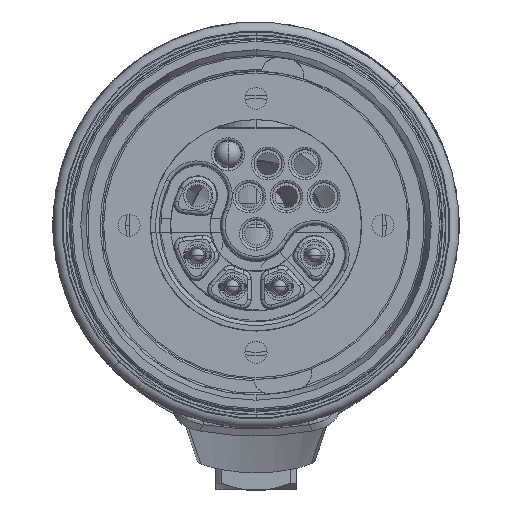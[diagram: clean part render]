
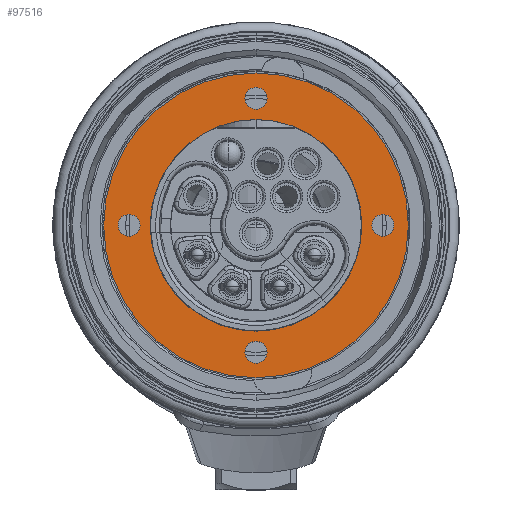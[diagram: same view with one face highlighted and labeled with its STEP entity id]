
A CAD part, top view. The second image highlights one B-rep face of the part: STEP entity #97516.
In plain terms, the highlighted planar face has unit normal (0, 0, 1).
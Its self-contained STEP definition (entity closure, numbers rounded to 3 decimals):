
#97004=CARTESIAN_POINT('',(15.,0.,0.));
#97005=DIRECTION('',(0.,0.,-1.));
#97006=DIRECTION('',(-1.,0.,0.));
#97007=AXIS2_PLACEMENT_3D('',#97004,#97005,#97006);
#97012=CARTESIAN_POINT('',(15.,0.,0.));
#97013=DIRECTION('',(0.,0.,-1.));
#97014=DIRECTION('',(1.,0.,0.));
#97015=AXIS2_PLACEMENT_3D('',#97012,#97013,#97014);
#97020=CARTESIAN_POINT('',(0.,-15.,0.));
#97021=DIRECTION('',(0.,0.,-1.));
#97022=DIRECTION('',(-1.,0.,0.));
#97023=AXIS2_PLACEMENT_3D('',#97020,#97021,#97022);
#97028=CARTESIAN_POINT('',(0.,-15.,0.));
#97029=DIRECTION('',(0.,0.,-1.));
#97030=DIRECTION('',(1.,0.,0.));
#97031=AXIS2_PLACEMENT_3D('',#97028,#97029,#97030);
#97036=CARTESIAN_POINT('',(-15.,0.,0.));
#97037=DIRECTION('',(0.,0.,-1.));
#97038=DIRECTION('',(-1.,0.,0.));
#97039=AXIS2_PLACEMENT_3D('',#97036,#97037,#97038);
#97044=CARTESIAN_POINT('',(-15.,0.,0.));
#97045=DIRECTION('',(0.,0.,-1.));
#97046=DIRECTION('',(1.,0.,0.));
#97047=AXIS2_PLACEMENT_3D('',#97044,#97045,#97046);
#97052=CARTESIAN_POINT('',(0.,0.,0.));
#97053=DIRECTION('',(0.,0.,1.));
#97054=DIRECTION('',(0.,1.,0.));
#97055=AXIS2_PLACEMENT_3D('',#97052,#97053,#97054);
#97060=CARTESIAN_POINT('',(0.,0.,0.));
#97061=DIRECTION('',(0.,0.,-1.));
#97062=DIRECTION('',(0.,1.,0.));
#97063=AXIS2_PLACEMENT_3D('',#97060,#97061,#97062);
#97068=CARTESIAN_POINT('',(0.,15.,0.));
#97069=DIRECTION('',(0.,0.,-1.));
#97070=DIRECTION('',(-1.,0.,0.));
#97071=AXIS2_PLACEMENT_3D('',#97068,#97069,#97070);
#97076=CARTESIAN_POINT('',(0.,15.,0.));
#97077=DIRECTION('',(0.,0.,-1.));
#97078=DIRECTION('',(1.,0.,0.));
#97079=AXIS2_PLACEMENT_3D('',#97076,#97077,#97078);
#97174=CARTESIAN_POINT('',(0.,0.,0.));
#97175=DIRECTION('',(0.,0.,-1.));
#97176=DIRECTION('',(0.,1.,0.));
#97177=AXIS2_PLACEMENT_3D('',#97174,#97175,#97176);
#97196=CARTESIAN_POINT('',(0.,0.,0.));
#97197=DIRECTION('',(0.,0.,1.));
#97198=DIRECTION('',(0.,1.,0.));
#97199=AXIS2_PLACEMENT_3D('',#97196,#97197,#97198);
#97296=CARTESIAN_POINT('',(0.,12.5,0.));
#97298=VERTEX_POINT('',#97296);
#97300=CARTESIAN_POINT('',(0.,-12.5,0.));
#97302=VERTEX_POINT('',#97300);
#97309=CARTESIAN_POINT('',(0.,18.,0.));
#97311=VERTEX_POINT('',#97309);
#97313=CARTESIAN_POINT('',(0.,-18.,0.));
#97315=VERTEX_POINT('',#97313);
#97320=CARTESIAN_POINT('',(-1.3,15.,0.));
#97321=CARTESIAN_POINT('',(1.3,15.,0.));
#97322=VERTEX_POINT('',#97320);
#97323=VERTEX_POINT('',#97321);
#97328=CARTESIAN_POINT('',(-16.3,0.,0.));
#97329=CARTESIAN_POINT('',(-13.7,0.,0.));
#97330=VERTEX_POINT('',#97328);
#97331=VERTEX_POINT('',#97329);
#97336=CARTESIAN_POINT('',(-1.3,-15.,0.));
#97337=CARTESIAN_POINT('',(1.3,-15.,0.));
#97338=VERTEX_POINT('',#97336);
#97339=VERTEX_POINT('',#97337);
#97344=CARTESIAN_POINT('',(13.7,0.,0.));
#97345=CARTESIAN_POINT('',(16.3,0.,0.));
#97346=VERTEX_POINT('',#97344);
#97347=VERTEX_POINT('',#97345);
#97477=CARTESIAN_POINT('',(0.,0.,0.));
#97478=DIRECTION('',(0.,0.,-1.));
#97479=DIRECTION('',(0.,-1.,0.));
#97480=AXIS2_PLACEMENT_3D('',#97477,#97478,#97479);
#97481=PLANE('',#97480);
#97482=ORIENTED_EDGE('',*,*,#97470,.F.);
#97483=ORIENTED_EDGE('',*,*,#97459,.T.);
#97484=EDGE_LOOP('',(#97482,#97483));
#97485=FACE_OUTER_BOUND('',#97484,.F.);
#97487=ORIENTED_EDGE('',*,*,#97486,.F.);
#97489=ORIENTED_EDGE('',*,*,#97488,.F.);
#97490=EDGE_LOOP('',(#97487,#97489));
#97491=FACE_BOUND('',#97490,.F.);
#97493=ORIENTED_EDGE('',*,*,#97492,.F.);
#97495=ORIENTED_EDGE('',*,*,#97494,.F.);
#97496=EDGE_LOOP('',(#97493,#97495));
#97497=FACE_BOUND('',#97496,.F.);
#97499=ORIENTED_EDGE('',*,*,#97498,.F.);
#97501=ORIENTED_EDGE('',*,*,#97500,.T.);
#97502=EDGE_LOOP('',(#97499,#97501));
#97503=FACE_BOUND('',#97502,.F.);
#97505=ORIENTED_EDGE('',*,*,#97504,.F.);
#97507=ORIENTED_EDGE('',*,*,#97506,.F.);
#97508=EDGE_LOOP('',(#97505,#97507));
#97509=FACE_BOUND('',#97508,.F.);
#97511=ORIENTED_EDGE('',*,*,#97510,.F.);
#97513=ORIENTED_EDGE('',*,*,#97512,.F.);
#97514=EDGE_LOOP('',(#97511,#97513));
#97515=FACE_BOUND('',#97514,.F.);
#97008=CIRCLE('',#97007,1.3);
#97016=CIRCLE('',#97015,1.3);
#97024=CIRCLE('',#97023,1.3);
#97032=CIRCLE('',#97031,1.3);
#97040=CIRCLE('',#97039,1.3);
#97048=CIRCLE('',#97047,1.3);
#97056=CIRCLE('',#97055,18.);
#97064=CIRCLE('',#97063,18.);
#97072=CIRCLE('',#97071,1.3);
#97080=CIRCLE('',#97079,1.3);
#97178=CIRCLE('',#97177,12.5);
#97200=CIRCLE('',#97199,12.5);
#97459=EDGE_CURVE('',#97311,#97315,#97064,.T.);
#97470=EDGE_CURVE('',#97311,#97315,#97056,.T.);
#97486=EDGE_CURVE('',#97338,#97339,#97024,.T.);
#97488=EDGE_CURVE('',#97339,#97338,#97032,.T.);
#97492=EDGE_CURVE('',#97330,#97331,#97040,.T.);
#97494=EDGE_CURVE('',#97331,#97330,#97048,.T.);
#97498=EDGE_CURVE('',#97298,#97302,#97178,.T.);
#97500=EDGE_CURVE('',#97298,#97302,#97200,.T.);
#97504=EDGE_CURVE('',#97346,#97347,#97008,.T.);
#97506=EDGE_CURVE('',#97347,#97346,#97016,.T.);
#97510=EDGE_CURVE('',#97322,#97323,#97072,.T.);
#97512=EDGE_CURVE('',#97323,#97322,#97080,.T.);
#97516=ADVANCED_FACE('',(#97485,#97491,#97497,#97503,#97509,#97515),#97481,.F.);
